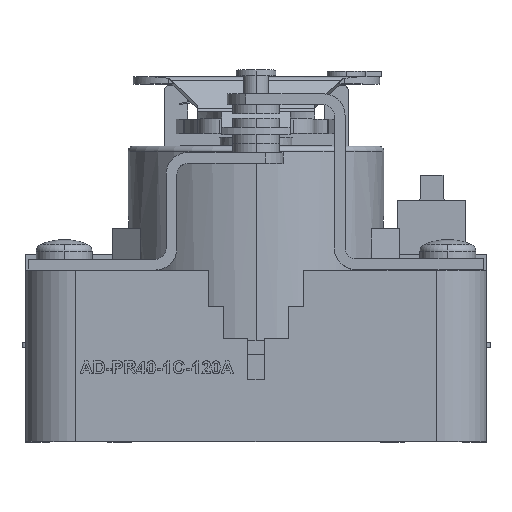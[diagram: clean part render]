
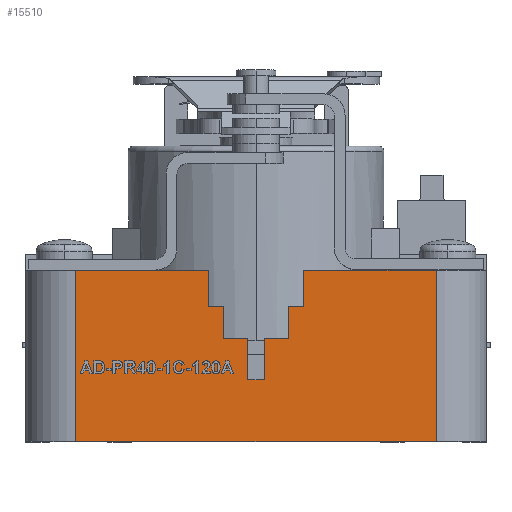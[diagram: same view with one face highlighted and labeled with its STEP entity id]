
A CAD part, top view. The second image highlights one B-rep face of the part: STEP entity #15510.
In plain terms, the highlighted planar face has unit normal (0, 0, 1).
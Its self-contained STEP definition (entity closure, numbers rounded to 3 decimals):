
#66 = EDGE_CURVE ( 'NONE', #28140, #11241, #11434, .T. ) ;
#72 = VECTOR ( 'NONE', #19244, 1000. ) ;
#235 = EDGE_CURVE ( 'NONE', #6362, #25027, #3256, .T. ) ;
#334 = ORIENTED_EDGE ( 'NONE', *, *, #13424, .T. ) ;
#749 = VECTOR ( 'NONE', #18757, 1000. ) ;
#977 = DIRECTION ( 'NONE',  ( 0., -1., 0. ) ) ;
#983 = CARTESIAN_POINT ( 'NONE',  ( -4.5, 18.75, 32. ) ) ;
#1556 = DIRECTION ( 'NONE',  ( -1., 0., 0. ) ) ;
#1712 = DIRECTION ( 'NONE',  ( 0., 1., 0. ) ) ;
#1817 = LINE ( 'NONE', #12869, #13666 ) ;
#2149 = VERTEX_POINT ( 'NONE', #15398 ) ;
#2271 = CARTESIAN_POINT ( 'NONE',  ( -1.125, 8.5, 32. ) ) ;
#2578 = ORIENTED_EDGE ( 'NONE', *, *, #13905, .T. ) ;
#2643 = LINE ( 'NONE', #21203, #29792 ) ;
#3200 = ORIENTED_EDGE ( 'NONE', *, *, #27480, .F. ) ;
#3256 = LINE ( 'NONE', #15125, #15768 ) ;
#3376 = EDGE_CURVE ( 'NONE', #18204, #6411, #19328, .T. ) ;
#3454 = CARTESIAN_POINT ( 'NONE',  ( 25., 12., 32. ) ) ;
#3488 = VERTEX_POINT ( 'NONE', #13146 ) ;
#3536 = DIRECTION ( 'NONE',  ( 1., 0., 0. ) ) ;
#3849 = ORIENTED_EDGE ( 'NONE', *, *, #10669, .T. ) ;
#3903 = ORIENTED_EDGE ( 'NONE', *, *, #27443, .T. ) ;
#4209 = VECTOR ( 'NONE', #5719, 1000. ) ;
#4622 = ORIENTED_EDGE ( 'NONE', *, *, #23012, .T. ) ;
#5181 = CARTESIAN_POINT ( 'NONE',  ( -25., 0., 32. ) ) ;
#5317 = VERTEX_POINT ( 'NONE', #9074 ) ;
#5374 = ORIENTED_EDGE ( 'NONE', *, *, #11590, .T. ) ;
#5380 = CARTESIAN_POINT ( 'NONE',  ( -25., 23.75, 32. ) ) ;
#5597 = CARTESIAN_POINT ( 'NONE',  ( -4.5, 14.25, 32. ) ) ;
#5719 = DIRECTION ( 'NONE',  ( 1., 0., 0. ) ) ;
#5895 = CARTESIAN_POINT ( 'NONE',  ( -6.625, 18.75, 32. ) ) ;
#6322 = CARTESIAN_POINT ( 'NONE',  ( -1.125, 14.25, 32. ) ) ;
#6362 = VERTEX_POINT ( 'NONE', #5380 ) ;
#6411 = VERTEX_POINT ( 'NONE', #983 ) ;
#6626 = LINE ( 'NONE', #29822, #12184 ) ;
#7048 = CARTESIAN_POINT ( 'NONE',  ( 4.5, 18.75, 32. ) ) ;
#7152 = DIRECTION ( 'NONE',  ( -1., 0., 0. ) ) ;
#7343 = ORIENTED_EDGE ( 'NONE', *, *, #27308, .F. ) ;
#7422 = ORIENTED_EDGE ( 'NONE', *, *, #19618, .F. ) ;
#7500 = VECTOR ( 'NONE', #1556, 1000. ) ;
#9074 = CARTESIAN_POINT ( 'NONE',  ( 6.625, 23.75, 32. ) ) ;
#9084 = VECTOR ( 'NONE', #24407, 1000. ) ;
#9522 = DIRECTION ( 'NONE',  ( -1., 0., 0. ) ) ;
#10195 = ORIENTED_EDGE ( 'NONE', *, *, #235, .T. ) ;
#10369 = DIRECTION ( 'NONE',  ( 0., 1., 0. ) ) ;
#10669 = EDGE_CURVE ( 'NONE', #24901, #28192, #18833, .T. ) ;
#11241 = VERTEX_POINT ( 'NONE', #7048 ) ;
#11434 = LINE ( 'NONE', #14337, #28563 ) ;
#11580 = CARTESIAN_POINT ( 'NONE',  ( -4.5, 14.25, 32. ) ) ;
#11590 = EDGE_CURVE ( 'NONE', #17792, #24901, #20921, .T. ) ;
#12034 = VECTOR ( 'NONE', #26306, 1000. ) ;
#12184 = VECTOR ( 'NONE', #1712, 1000. ) ;
#12409 = VECTOR ( 'NONE', #19895, 1000. ) ;
#12869 = CARTESIAN_POINT ( 'NONE',  ( 25., 23.75, 32. ) ) ;
#12876 = CARTESIAN_POINT ( 'NONE',  ( 25., 0., 32. ) ) ;
#13048 = VERTEX_POINT ( 'NONE', #18290 ) ;
#13146 = CARTESIAN_POINT ( 'NONE',  ( 25., 0., 32. ) ) ;
#13284 = DIRECTION ( 'NONE',  ( 0., 1., 0. ) ) ;
#13424 = EDGE_CURVE ( 'NONE', #25027, #3488, #27667, .T. ) ;
#13666 = VECTOR ( 'NONE', #3536, 1000. ) ;
#13905 = EDGE_CURVE ( 'NONE', #21927, #21340, #22512, .T. ) ;
#14337 = CARTESIAN_POINT ( 'NONE',  ( 6.625, 18.75, 32. ) ) ;
#14412 = EDGE_CURVE ( 'NONE', #6362, #21340, #1817, .T. ) ;
#15125 = CARTESIAN_POINT ( 'NONE',  ( -25., 12., 32. ) ) ;
#15398 = CARTESIAN_POINT ( 'NONE',  ( 25., 23.75, 32. ) ) ;
#15510 = ADVANCED_FACE ( 'NONE', ( #23048 ), #16329, .F. ) ;
#15595 = CARTESIAN_POINT ( 'NONE',  ( -6.625, 18.75, 32. ) ) ;
#15768 = VECTOR ( 'NONE', #977, 1000. ) ;
#15933 = CARTESIAN_POINT ( 'NONE',  ( 1.125, 8.5, 32. ) ) ;
#16136 = DIRECTION ( 'NONE',  ( 0., 1., 0. ) ) ;
#16246 = VECTOR ( 'NONE', #13284, 1000. ) ;
#16329 = PLANE ( 'NONE',  #26821 ) ;
#16865 = VECTOR ( 'NONE', #29918, 1000. ) ;
#17215 = ORIENTED_EDGE ( 'NONE', *, *, #14412, .F. ) ;
#17792 = VERTEX_POINT ( 'NONE', #28349 ) ;
#18176 = LINE ( 'NONE', #28807, #72 ) ;
#18204 = VERTEX_POINT ( 'NONE', #11580 ) ;
#18290 = CARTESIAN_POINT ( 'NONE',  ( 1.125, 14.25, 32. ) ) ;
#18402 = ORIENTED_EDGE ( 'NONE', *, *, #28317, .F. ) ;
#18757 = DIRECTION ( 'NONE',  ( 0., 1., 0. ) ) ;
#18833 = LINE ( 'NONE', #2271, #749 ) ;
#18958 = DIRECTION ( 'NONE',  ( -1., 0., 0. ) ) ;
#19244 = DIRECTION ( 'NONE',  ( 1., 0., 0. ) ) ;
#19328 = LINE ( 'NONE', #5597, #22617 ) ;
#19618 = EDGE_CURVE ( 'NONE', #17792, #13048, #6626, .T. ) ;
#19895 = DIRECTION ( 'NONE',  ( 0., -1., 0. ) ) ;
#19996 = ORIENTED_EDGE ( 'NONE', *, *, #66, .T. ) ;
#20313 = CARTESIAN_POINT ( 'NONE',  ( 4.5, 14.25, 32. ) ) ;
#20434 = LINE ( 'NONE', #21547, #12034 ) ;
#20880 = CARTESIAN_POINT ( 'NONE',  ( 6.625, 18.75, 32. ) ) ;
#20921 = LINE ( 'NONE', #15933, #16865 ) ;
#21203 = CARTESIAN_POINT ( 'NONE',  ( 4.5, 14.25, 32. ) ) ;
#21340 = VERTEX_POINT ( 'NONE', #24290 ) ;
#21520 = LINE ( 'NONE', #22051, #9084 ) ;
#21547 = CARTESIAN_POINT ( 'NONE',  ( 4.5, 14.25, 32. ) ) ;
#21824 = EDGE_CURVE ( 'NONE', #5317, #2149, #18176, .T. ) ;
#21870 = EDGE_LOOP ( 'NONE', ( #2578, #17215, #10195, #334, #3200, #25939, #18402, #19996, #7343, #22088, #7422, #5374, #3849, #4622, #25029, #3903 ) ) ;
#21927 = VERTEX_POINT ( 'NONE', #5895 ) ;
#22051 = CARTESIAN_POINT ( 'NONE',  ( 6.625, 18.75, 32. ) ) ;
#22088 = ORIENTED_EDGE ( 'NONE', *, *, #23686, .T. ) ;
#22512 = LINE ( 'NONE', #15595, #16246 ) ;
#22617 = VECTOR ( 'NONE', #10369, 1000. ) ;
#23012 = EDGE_CURVE ( 'NONE', #28192, #18204, #26155, .T. ) ;
#23048 = FACE_OUTER_BOUND ( 'NONE', #21870, .T. ) ;
#23509 = DIRECTION ( 'NONE',  ( 0., 0., -1. ) ) ;
#23686 = EDGE_CURVE ( 'NONE', #25210, #13048, #2643, .T. ) ;
#24290 = CARTESIAN_POINT ( 'NONE',  ( -6.625, 23.75, 32. ) ) ;
#24407 = DIRECTION ( 'NONE',  ( -1., 0., 0. ) ) ;
#24901 = VERTEX_POINT ( 'NONE', #26293 ) ;
#25027 = VERTEX_POINT ( 'NONE', #5181 ) ;
#25029 = ORIENTED_EDGE ( 'NONE', *, *, #3376, .T. ) ;
#25210 = VERTEX_POINT ( 'NONE', #25537 ) ;
#25537 = CARTESIAN_POINT ( 'NONE',  ( 4.5, 14.25, 32. ) ) ;
#25939 = ORIENTED_EDGE ( 'NONE', *, *, #21824, .F. ) ;
#26155 = LINE ( 'NONE', #20313, #7500 ) ;
#26293 = CARTESIAN_POINT ( 'NONE',  ( -1.125, 8.5, 32. ) ) ;
#26306 = DIRECTION ( 'NONE',  ( 0., 1., 0. ) ) ;
#26821 = AXIS2_PLACEMENT_3D ( 'NONE', #30429, #23509, #9522 ) ;
#27298 = CARTESIAN_POINT ( 'NONE',  ( 6.625, 18.75, 32. ) ) ;
#27308 = EDGE_CURVE ( 'NONE', #25210, #11241, #20434, .T. ) ;
#27443 = EDGE_CURVE ( 'NONE', #6411, #21927, #21520, .T. ) ;
#27480 = EDGE_CURVE ( 'NONE', #2149, #3488, #30238, .T. ) ;
#27667 = LINE ( 'NONE', #12876, #4209 ) ;
#28140 = VERTEX_POINT ( 'NONE', #27298 ) ;
#28192 = VERTEX_POINT ( 'NONE', #6322 ) ;
#28317 = EDGE_CURVE ( 'NONE', #28140, #5317, #29769, .T. ) ;
#28349 = CARTESIAN_POINT ( 'NONE',  ( 1.125, 8.5, 32. ) ) ;
#28563 = VECTOR ( 'NONE', #18958, 1000. ) ;
#28807 = CARTESIAN_POINT ( 'NONE',  ( 25., 23.75, 32. ) ) ;
#29047 = VECTOR ( 'NONE', #16136, 1000. ) ;
#29769 = LINE ( 'NONE', #20880, #29047 ) ;
#29792 = VECTOR ( 'NONE', #7152, 1000. ) ;
#29822 = CARTESIAN_POINT ( 'NONE',  ( 1.125, 8.5, 32. ) ) ;
#29918 = DIRECTION ( 'NONE',  ( -1., 0., 0. ) ) ;
#30238 = LINE ( 'NONE', #3454, #12409 ) ;
#30429 = CARTESIAN_POINT ( 'NONE',  ( 25., 12., 32. ) ) ;
